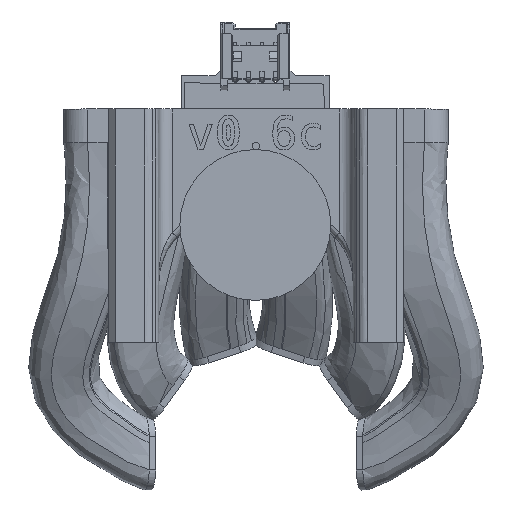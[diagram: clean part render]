
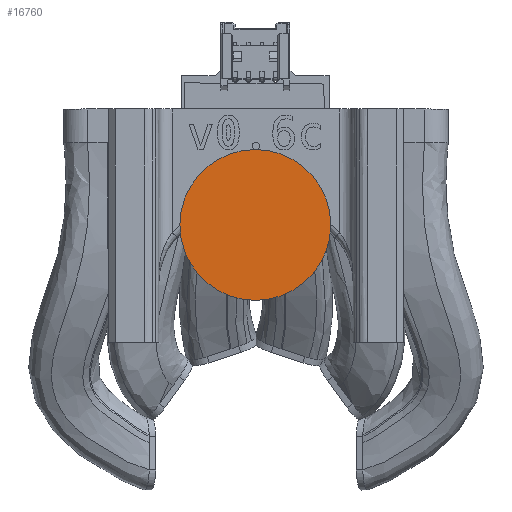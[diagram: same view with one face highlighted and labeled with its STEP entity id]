
A CAD part, top view. The second image highlights one B-rep face of the part: STEP entity #16760.
In plain terms, the highlighted planar face has unit normal (0, 0, 1).
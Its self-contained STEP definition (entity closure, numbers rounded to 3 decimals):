
#721=PLANE('',#18061);
#1850=FACE_OUTER_BOUND('',#2840,.T.);
#2840=EDGE_LOOP('',(#15512));
#3336=CIRCLE('',#18058,11.25);
#8083=VERTEX_POINT('',#44786);
#10560=EDGE_CURVE('',#8083,#8083,#3336,.F.);
#15512=ORIENTED_EDGE('',*,*,#10560,.T.);
#16760=ADVANCED_FACE('',(#1850),#721,.T.);
#18058=AXIS2_PLACEMENT_3D('',#44787,#21719,#21720);
#18061=AXIS2_PLACEMENT_3D('',#44792,#21726,#21727);
#21719=DIRECTION('center_axis',(0.,0.,-1.));
#21720=DIRECTION('ref_axis',(1.,0.,0.));
#21726=DIRECTION('center_axis',(0.,0.,1.));
#21727=DIRECTION('ref_axis',(1.,0.,0.));
#44786=CARTESIAN_POINT('',(-11.25,0.,20.4));
#44787=CARTESIAN_POINT('Origin',(0.,0.,20.4));
#44792=CARTESIAN_POINT('Origin',(0.,0.,20.4));
